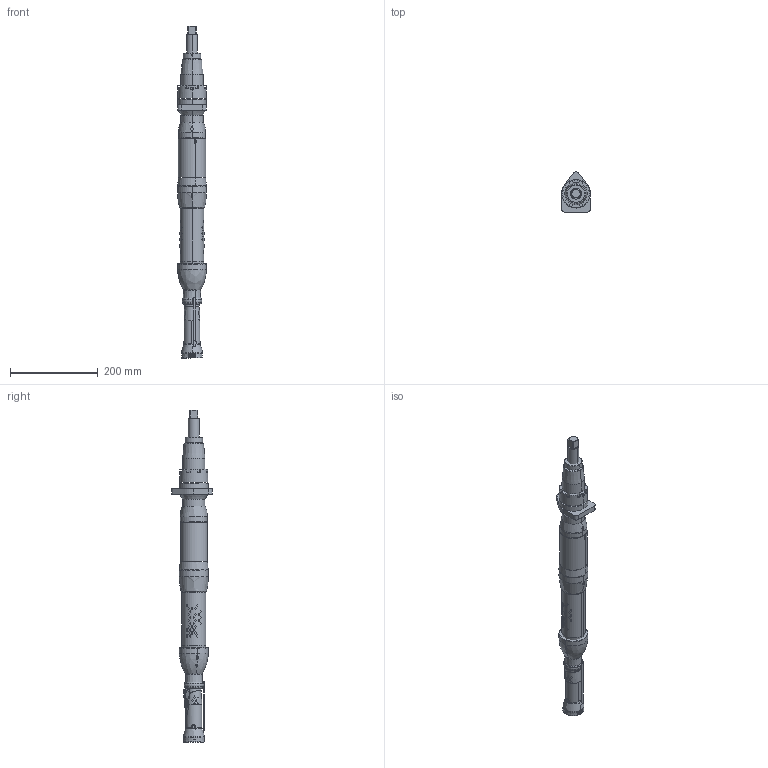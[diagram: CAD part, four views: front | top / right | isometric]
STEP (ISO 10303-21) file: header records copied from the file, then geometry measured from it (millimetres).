
FILE_DESCRIPTION((''),'2;1');
FILE_NAME('ETD-ST101-200-20-T40F','2007-05-23T',('toocsr'),(''),'PRO/ENGINEER BY PARAMETRIC TECHNOLOGY CORPORATION, 2006510','PRO/ENGINEER BY PARAMETRIC TECHNOLOGY CORPORATION, 2006510','');
FILE_SCHEMA(('CONFIG_CONTROL_DESIGN'));
Length unit declared in the file: millimetre
Products named in the file (1): ETD-ST101-200-20-T40F
Bounding box: 66 x 91.72 x 756.1 mm (x, y, z)
Surface area: 186274.1 mm2 (no closed solid volume)
Topology: 0 solids, 134 shells, 298 faces, 1929 edges, 1720 vertices
Faces by surface type: cylinder 115, plane 48, torus 43, bspline 42, cone 35, revolution 15
Entity records: 28857 total; most frequent: CARTESIAN_POINT 17380, ORIENTED_EDGE 2270, EDGE_CURVE 1927, VERTEX_POINT 1719, DIRECTION 1516, B_SPLINE_CURVE_WITH_KNOTS 1316, AXIS2_PLACEMENT_3D 635, CIRCLE 395
